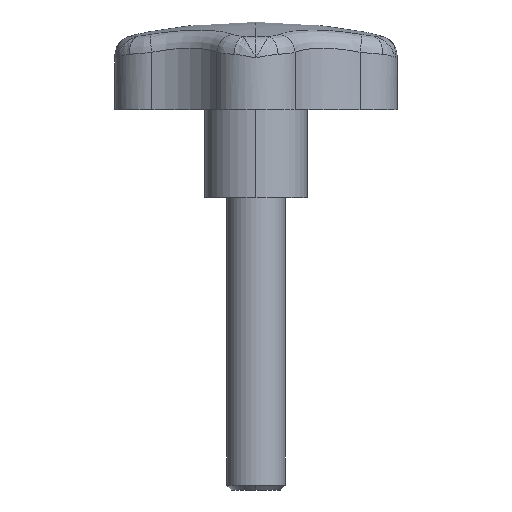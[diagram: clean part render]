
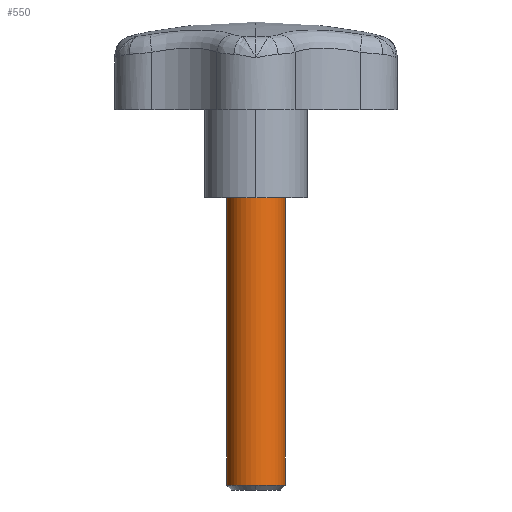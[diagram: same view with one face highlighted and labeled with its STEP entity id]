
A CAD part, front view. The second image highlights one B-rep face of the part: STEP entity #550.
In plain terms, the highlighted cylindrical face has radius 4 mm (diameter 8 mm), a partial arc.
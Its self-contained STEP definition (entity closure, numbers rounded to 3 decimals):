
#550=ADVANCED_FACE('',(#1201),#1202,.T.);
#578=EDGE_CURVE('',#598,#620,#1232,.T.);
#598=VERTEX_POINT('',#1252);
#620=VERTEX_POINT('',#1275);
#682=EDGE_CURVE('',#824,#812,#1340,.T.);
#776=EDGE_CURVE('',#620,#920,#1445,.T.);
#786=EDGE_CURVE('',#824,#598,#1456,.T.);
#812=VERTEX_POINT('',#1484);
#824=VERTEX_POINT('',#1498);
#880=EDGE_CURVE('',#920,#812,#1560,.T.);
#920=VERTEX_POINT('',#1604);
#1201=FACE_OUTER_BOUND('',#2724,.T.);
#1202=CYLINDRICAL_SURFACE('',#2725,4.0);
#1232=CIRCLE('',#2848,4.0);
#1252=CARTESIAN_POINT('',(-4.0,0.,-39.323));
#1275=CARTESIAN_POINT('',(0.,-4.0,-39.323));
#1340=CIRCLE('',#3204,4.0);
#1445=CIRCLE('',#3771,4.0);
#1456=LINE('',#3880,#3881);
#1484=CARTESIAN_POINT('',(4.0,0.,0.0));
#1498=CARTESIAN_POINT('',(-4.0,0.,0.0));
#1560=LINE('',#4201,#4202);
#1604=CARTESIAN_POINT('',(4.0,0.,-39.323));
#2724=EDGE_LOOP('',(#4691,#4692,#4693,#4694,#4695));
#2725=AXIS2_PLACEMENT_3D('',#4696,#4697,#4698);
#2848=AXIS2_PLACEMENT_3D('',#4728,#4729,#4730);
#3204=AXIS2_PLACEMENT_3D('',#4786,#4787,#4788);
#3771=AXIS2_PLACEMENT_3D('',#4906,#4907,#4908);
#3880=CARTESIAN_POINT('',(-4.0,0.,-19.5));
#3881=VECTOR('',#4914,1.0);
#4201=CARTESIAN_POINT('',(4.0,0.,-19.5));
#4202=VECTOR('',#5015,1.0);
#4691=ORIENTED_EDGE('',*,*,#880,.T.);
#4692=ORIENTED_EDGE('',*,*,#682,.F.);
#4693=ORIENTED_EDGE('',*,*,#786,.T.);
#4694=ORIENTED_EDGE('',*,*,#578,.T.);
#4695=ORIENTED_EDGE('',*,*,#776,.T.);
#4696=CARTESIAN_POINT('',(0.0,0.0,-19.5));
#4697=DIRECTION('',(-0.0,-0.0,-1.0));
#4698=DIRECTION('',(1.0,0.0,0.0));
#4728=CARTESIAN_POINT('',(0.0,0.0,-39.323));
#4729=DIRECTION('',(0.,0.0,1.0));
#4730=DIRECTION('',(1.0,0.0,0.));
#4786=CARTESIAN_POINT('',(0.0,0.0,0.0));
#4787=DIRECTION('',(0.0,0.0,1.0));
#4788=DIRECTION('',(1.0,0.0,0.0));
#4906=CARTESIAN_POINT('',(0.0,0.0,-39.323));
#4907=DIRECTION('',(0.,0.0,1.0));
#4908=DIRECTION('',(1.0,0.0,0.));
#4914=DIRECTION('',(-0.0,-0.0,-1.0));
#5015=DIRECTION('',(0.0,0.0,1.0));
